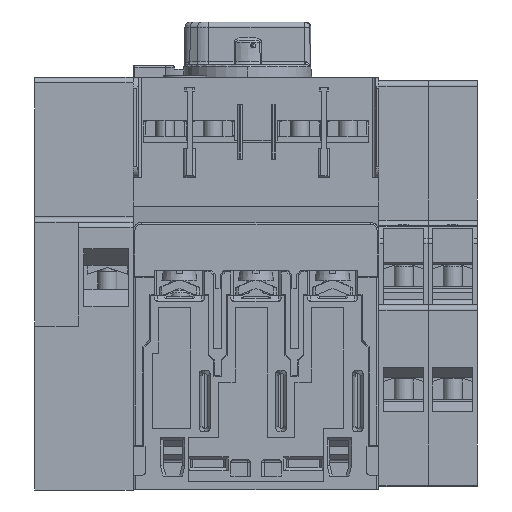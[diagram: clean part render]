
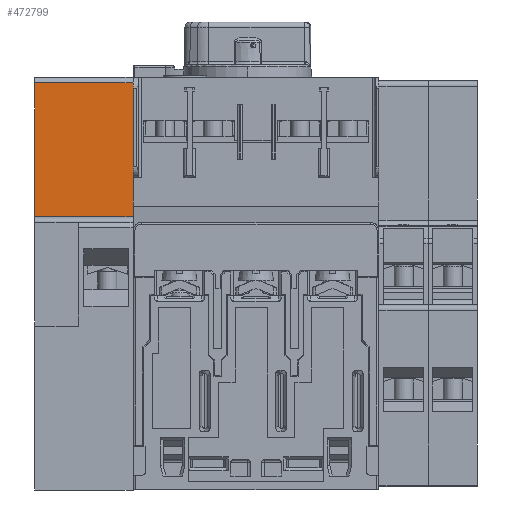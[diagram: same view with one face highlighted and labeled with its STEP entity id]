
A CAD part, front view. The second image highlights one B-rep face of the part: STEP entity #472799.
In plain terms, the highlighted planar face has unit normal (0, -1, 0).
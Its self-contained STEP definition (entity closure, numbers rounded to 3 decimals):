
#456031 = PLANE('',#456032);
#456032 = AXIS2_PLACEMENT_3D('',#456033,#456034,#456035);
#456033 = CARTESIAN_POINT('',(-9.,0.,0.));
#456034 = DIRECTION('',(1.,0.,0.));
#456035 = DIRECTION('',(0.,0.,-1.));
#457518 = VERTEX_POINT('',#457519);
#457519 = CARTESIAN_POINT('',(-9.,-22.5,74.5));
#457534 = CYLINDRICAL_SURFACE('',#457535,1.);
#457535 = AXIS2_PLACEMENT_3D('',#457536,#457537,#457538);
#457536 = CARTESIAN_POINT('',(-9.,-21.5,74.5));
#457537 = DIRECTION('',(1.,0.,0.));
#457538 = DIRECTION('',(0.,0.,-1.));
#457546 = EDGE_CURVE('',#457518,#457547,#457549,.T.);
#457547 = VERTEX_POINT('',#457548);
#457548 = CARTESIAN_POINT('',(-9.,-22.5,50.));
#457549 = SURFACE_CURVE('',#457550,(#457554,#457561),.PCURVE_S1.);
#457550 = LINE('',#457551,#457552);
#457551 = CARTESIAN_POINT('',(-9.,-22.5,74.5));
#457552 = VECTOR('',#457553,1.);
#457553 = DIRECTION('',(0.,0.,-1.));
#457554 = PCURVE('',#456031,#457555);
#457555 = DEFINITIONAL_REPRESENTATION('',(#457556),#457560);
#457556 = LINE('',#457557,#457558);
#457557 = CARTESIAN_POINT('',(-74.5,-22.5));
#457558 = VECTOR('',#457559,1.);
#457559 = DIRECTION('',(1.,0.));
#457560 = ( GEOMETRIC_REPRESENTATION_CONTEXT(2) 
PARAMETRIC_REPRESENTATION_CONTEXT() REPRESENTATION_CONTEXT('2D SPACE',''
  ) );
#457561 = PCURVE('',#457562,#457567);
#457562 = PLANE('',#457563);
#457563 = AXIS2_PLACEMENT_3D('',#457564,#457565,#457566);
#457564 = CARTESIAN_POINT('',(-9.,-22.5,74.5));
#457565 = DIRECTION('',(0.,-1.,0.));
#457566 = DIRECTION('',(0.,0.,-1.));
#457567 = DEFINITIONAL_REPRESENTATION('',(#457568),#457572);
#457568 = LINE('',#457569,#457570);
#457569 = CARTESIAN_POINT('',(0.,0.));
#457570 = VECTOR('',#457571,1.);
#457571 = DIRECTION('',(1.,0.));
#457572 = ( GEOMETRIC_REPRESENTATION_CONTEXT(2) 
PARAMETRIC_REPRESENTATION_CONTEXT() REPRESENTATION_CONTEXT('2D SPACE',''
  ) );
#457595 = CYLINDRICAL_SURFACE('',#457596,1.);
#457596 = AXIS2_PLACEMENT_3D('',#457597,#457598,#457599);
#457597 = CARTESIAN_POINT('',(-9.,-23.5,50.));
#457598 = DIRECTION('',(1.,0.,0.));
#457599 = DIRECTION('',(0.,0.,-1.));
#457913 = PLANE('',#457914);
#457914 = AXIS2_PLACEMENT_3D('',#457915,#457916,#457917);
#457915 = CARTESIAN_POINT('',(9.,0.,0.));
#457916 = DIRECTION('',(1.,0.,0.));
#457917 = DIRECTION('',(0.,0.,-1.));
#459186 = VERTEX_POINT('',#459187);
#459187 = CARTESIAN_POINT('',(9.,-22.5,50.));
#459213 = EDGE_CURVE('',#459214,#459186,#459216,.T.);
#459214 = VERTEX_POINT('',#459215);
#459215 = CARTESIAN_POINT('',(9.,-22.5,74.5));
#459216 = SURFACE_CURVE('',#459217,(#459221,#459228),.PCURVE_S1.);
#459217 = LINE('',#459218,#459219);
#459218 = CARTESIAN_POINT('',(9.,-22.5,74.5));
#459219 = VECTOR('',#459220,1.);
#459220 = DIRECTION('',(0.,0.,-1.));
#459221 = PCURVE('',#457913,#459222);
#459222 = DEFINITIONAL_REPRESENTATION('',(#459223),#459227);
#459223 = LINE('',#459224,#459225);
#459224 = CARTESIAN_POINT('',(-74.5,-22.5));
#459225 = VECTOR('',#459226,1.);
#459226 = DIRECTION('',(1.,0.));
#459227 = ( GEOMETRIC_REPRESENTATION_CONTEXT(2) 
PARAMETRIC_REPRESENTATION_CONTEXT() REPRESENTATION_CONTEXT('2D SPACE',''
  ) );
#459228 = PCURVE('',#457562,#459229);
#459229 = DEFINITIONAL_REPRESENTATION('',(#459230),#459234);
#459230 = LINE('',#459231,#459232);
#459231 = CARTESIAN_POINT('',(0.,18.));
#459232 = VECTOR('',#459233,1.);
#459233 = DIRECTION('',(1.,0.));
#459234 = ( GEOMETRIC_REPRESENTATION_CONTEXT(2) 
PARAMETRIC_REPRESENTATION_CONTEXT() REPRESENTATION_CONTEXT('2D SPACE',''
  ) );
#472776 = EDGE_CURVE('',#457518,#459214,#472777,.T.);
#472777 = SURFACE_CURVE('',#472778,(#472782,#472789),.PCURVE_S1.);
#472778 = LINE('',#472779,#472780);
#472779 = CARTESIAN_POINT('',(-9.,-22.5,74.5));
#472780 = VECTOR('',#472781,1.);
#472781 = DIRECTION('',(1.,0.,0.));
#472782 = PCURVE('',#457534,#472783);
#472783 = DEFINITIONAL_REPRESENTATION('',(#472784),#472788);
#472784 = LINE('',#472785,#472786);
#472785 = CARTESIAN_POINT('',(4.712,0.));
#472786 = VECTOR('',#472787,1.);
#472787 = DIRECTION('',(0.,1.));
#472788 = ( GEOMETRIC_REPRESENTATION_CONTEXT(2) 
PARAMETRIC_REPRESENTATION_CONTEXT() REPRESENTATION_CONTEXT('2D SPACE',''
  ) );
#472789 = PCURVE('',#457562,#472790);
#472790 = DEFINITIONAL_REPRESENTATION('',(#472791),#472795);
#472791 = LINE('',#472792,#472793);
#472792 = CARTESIAN_POINT('',(0.,0.));
#472793 = VECTOR('',#472794,1.);
#472794 = DIRECTION('',(0.,1.));
#472795 = ( GEOMETRIC_REPRESENTATION_CONTEXT(2) 
PARAMETRIC_REPRESENTATION_CONTEXT() REPRESENTATION_CONTEXT('2D SPACE',''
  ) );
#472799 = ADVANCED_FACE('',(#472800),#457562,.T.);
#472800 = FACE_BOUND('',#472801,.F.);
#472801 = EDGE_LOOP('',(#472802,#472803,#472804,#472805));
#472802 = ORIENTED_EDGE('',*,*,#457546,.F.);
#472803 = ORIENTED_EDGE('',*,*,#472776,.T.);
#472804 = ORIENTED_EDGE('',*,*,#459213,.T.);
#472805 = ORIENTED_EDGE('',*,*,#472806,.F.);
#472806 = EDGE_CURVE('',#457547,#459186,#472807,.T.);
#472807 = SURFACE_CURVE('',#472808,(#472812,#472819),.PCURVE_S1.);
#472808 = LINE('',#472809,#472810);
#472809 = CARTESIAN_POINT('',(-9.,-22.5,50.));
#472810 = VECTOR('',#472811,1.);
#472811 = DIRECTION('',(1.,0.,0.));
#472812 = PCURVE('',#457562,#472813);
#472813 = DEFINITIONAL_REPRESENTATION('',(#472814),#472818);
#472814 = LINE('',#472815,#472816);
#472815 = CARTESIAN_POINT('',(24.5,0.));
#472816 = VECTOR('',#472817,1.);
#472817 = DIRECTION('',(0.,1.));
#472818 = ( GEOMETRIC_REPRESENTATION_CONTEXT(2) 
PARAMETRIC_REPRESENTATION_CONTEXT() REPRESENTATION_CONTEXT('2D SPACE',''
  ) );
#472819 = PCURVE('',#457595,#472820);
#472820 = DEFINITIONAL_REPRESENTATION('',(#472821),#472825);
#472821 = LINE('',#472822,#472823);
#472822 = CARTESIAN_POINT('',(1.571,0.));
#472823 = VECTOR('',#472824,1.);
#472824 = DIRECTION('',(0.,1.));
#472825 = ( GEOMETRIC_REPRESENTATION_CONTEXT(2) 
PARAMETRIC_REPRESENTATION_CONTEXT() REPRESENTATION_CONTEXT('2D SPACE',''
  ) );
